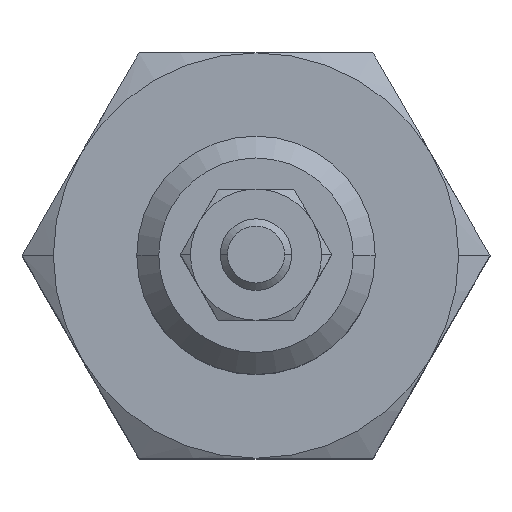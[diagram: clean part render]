
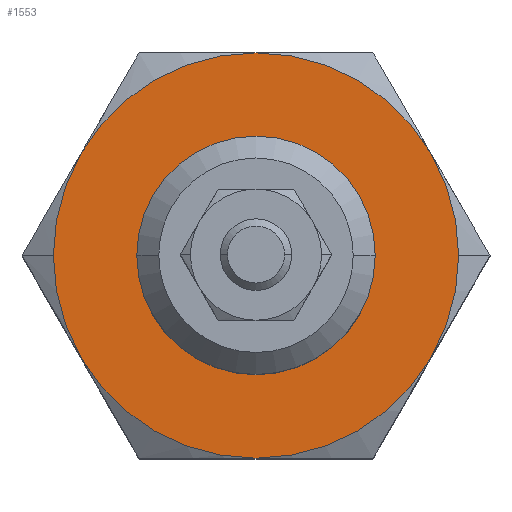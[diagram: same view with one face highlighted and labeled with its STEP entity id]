
A CAD part, top view. The second image highlights one B-rep face of the part: STEP entity #1553.
In plain terms, the highlighted planar face has unit normal (0, 0, 1).
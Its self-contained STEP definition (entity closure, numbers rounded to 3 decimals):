
#863=EDGE_CURVE('',#1731,#1149,#2246,.T.);
#891=VERTEX_POINT('',#2275);
#953=EDGE_CURVE('',#1125,#1371,#2344,.T.);
#979=EDGE_CURVE('',#1705,#891,#2373,.T.);
#1125=VERTEX_POINT('',#2534);
#1149=VERTEX_POINT('',#2561);
#1219=VERTEX_POINT('',#2638);
#1221=EDGE_CURVE('',#1905,#1859,#2640,.T.);
#1225=EDGE_CURVE('',#1371,#1587,#2644,.T.);
#1325=EDGE_CURVE('',#1219,#1905,#2759,.T.);
#1371=VERTEX_POINT('',#2810);
#1409=EDGE_CURVE('',#1859,#1705,#2851,.T.);
#1501=EDGE_CURVE('',#1587,#1219,#2953,.T.);
#1553=ADVANCED_FACE('',(#3013,#3014),#3015,.T.);
#1587=VERTEX_POINT('',#3052);
#1651=EDGE_CURVE('',#1149,#1731,#3123,.T.);
#1705=VERTEX_POINT('',#3184);
#1731=VERTEX_POINT('',#3217);
#1859=VERTEX_POINT('',#3362);
#1897=EDGE_CURVE('',#891,#1125,#3408,.T.);
#1905=VERTEX_POINT('',#3417);
#2246=CIRCLE('',#3916,5.);
#2275=CARTESIAN_POINT('',(8.5,0.,36.75));
#2344=CIRCLE('',#4105,8.5);
#2373=CIRCLE('',#4163,8.5);
#2534=CARTESIAN_POINT('',(7.361,-4.25,36.75));
#2561=CARTESIAN_POINT('',(0.,5.,36.75));
#2638=CARTESIAN_POINT('',(-8.5,0.,36.75));
#2640=CIRCLE('',#4707,8.5);
#2644=CIRCLE('',#4712,8.5);
#2759=CIRCLE('',#4892,8.5);
#2810=CARTESIAN_POINT('',(0.,-8.5,36.75));
#2851=CIRCLE('',#5071,8.5);
#2953=CIRCLE('',#5263,8.5);
#3013=FACE_OUTER_BOUND('',#5333,.T.);
#3014=FACE_BOUND('',#5334,.T.);
#3015=PLANE('',#5335);
#3052=CARTESIAN_POINT('',(-7.361,-4.25,36.75));
#3123=CIRCLE('',#5533,5.);
#3184=CARTESIAN_POINT('',(7.361,4.25,36.75));
#3217=CARTESIAN_POINT('',(0.,-5.,36.75));
#3362=CARTESIAN_POINT('',(0.,8.5,36.75));
#3408=CIRCLE('',#6046,8.5);
#3417=CARTESIAN_POINT('',(-7.361,4.25,36.75));
#3916=AXIS2_PLACEMENT_3D('',#6585,#6586,#6587);
#4105=AXIS2_PLACEMENT_3D('',#6676,#6677,#6678);
#4163=AXIS2_PLACEMENT_3D('',#6717,#6718,#6719);
#4707=AXIS2_PLACEMENT_3D('',#7005,#7006,#7007);
#4712=AXIS2_PLACEMENT_3D('',#7008,#7009,#7010);
#4892=AXIS2_PLACEMENT_3D('',#7146,#7147,#7148);
#5071=AXIS2_PLACEMENT_3D('',#7244,#7245,#7246);
#5263=AXIS2_PLACEMENT_3D('',#7352,#7353,#7354);
#5333=EDGE_LOOP('',(#7434,#7435,#7436,#7437,#7438,#7439,#7440,#7441));
#5334=EDGE_LOOP('',(#7442,#7443));
#5335=AXIS2_PLACEMENT_3D('',#7444,#7445,#7446);
#5533=AXIS2_PLACEMENT_3D('',#7557,#7558,#7559);
#6046=AXIS2_PLACEMENT_3D('',#7932,#7933,#7934);
#6585=CARTESIAN_POINT('',(0.0,0.,36.75));
#6586=DIRECTION('',(0.0,0.0,-1.0));
#6587=DIRECTION('',(0.,-1.0,0.0));
#6676=CARTESIAN_POINT('',(0.,0.,36.75));
#6677=DIRECTION('',(-0.0,0.0,-1.0));
#6678=DIRECTION('',(-1.0,0.,0.0));
#6717=CARTESIAN_POINT('',(0.,0.,36.75));
#6718=DIRECTION('',(-0.0,0.0,-1.0));
#6719=DIRECTION('',(-1.0,0.,0.0));
#7005=CARTESIAN_POINT('',(0.,0.,36.75));
#7006=DIRECTION('',(-0.0,0.0,-1.0));
#7007=DIRECTION('',(-1.0,0.,0.0));
#7008=CARTESIAN_POINT('',(0.,0.,36.75));
#7009=DIRECTION('',(-0.0,0.0,-1.0));
#7010=DIRECTION('',(-1.0,0.,0.0));
#7146=CARTESIAN_POINT('',(0.,0.,36.75));
#7147=DIRECTION('',(-0.0,0.0,-1.0));
#7148=DIRECTION('',(-1.0,0.,0.0));
#7244=CARTESIAN_POINT('',(0.,0.,36.75));
#7245=DIRECTION('',(-0.0,0.0,-1.0));
#7246=DIRECTION('',(-1.0,0.,0.0));
#7352=CARTESIAN_POINT('',(0.,0.,36.75));
#7353=DIRECTION('',(-0.0,0.0,-1.0));
#7354=DIRECTION('',(-1.0,0.,0.0));
#7434=ORIENTED_EDGE('',*,*,#1501,.F.);
#7435=ORIENTED_EDGE('',*,*,#1225,.F.);
#7436=ORIENTED_EDGE('',*,*,#953,.F.);
#7437=ORIENTED_EDGE('',*,*,#1897,.F.);
#7438=ORIENTED_EDGE('',*,*,#979,.F.);
#7439=ORIENTED_EDGE('',*,*,#1409,.F.);
#7440=ORIENTED_EDGE('',*,*,#1221,.F.);
#7441=ORIENTED_EDGE('',*,*,#1325,.F.);
#7442=ORIENTED_EDGE('',*,*,#863,.T.);
#7443=ORIENTED_EDGE('',*,*,#1651,.T.);
#7444=CARTESIAN_POINT('',(-6.29,0.,36.75));
#7445=DIRECTION('',(0.0,0.0,1.0));
#7446=DIRECTION('',(-1.0,0.,0.0));
#7557=CARTESIAN_POINT('',(0.0,0.,36.75));
#7558=DIRECTION('',(0.0,0.0,-1.0));
#7559=DIRECTION('',(0.,-1.0,0.0));
#7932=CARTESIAN_POINT('',(0.,0.,36.75));
#7933=DIRECTION('',(-0.0,0.0,-1.0));
#7934=DIRECTION('',(-1.0,0.,0.0));
